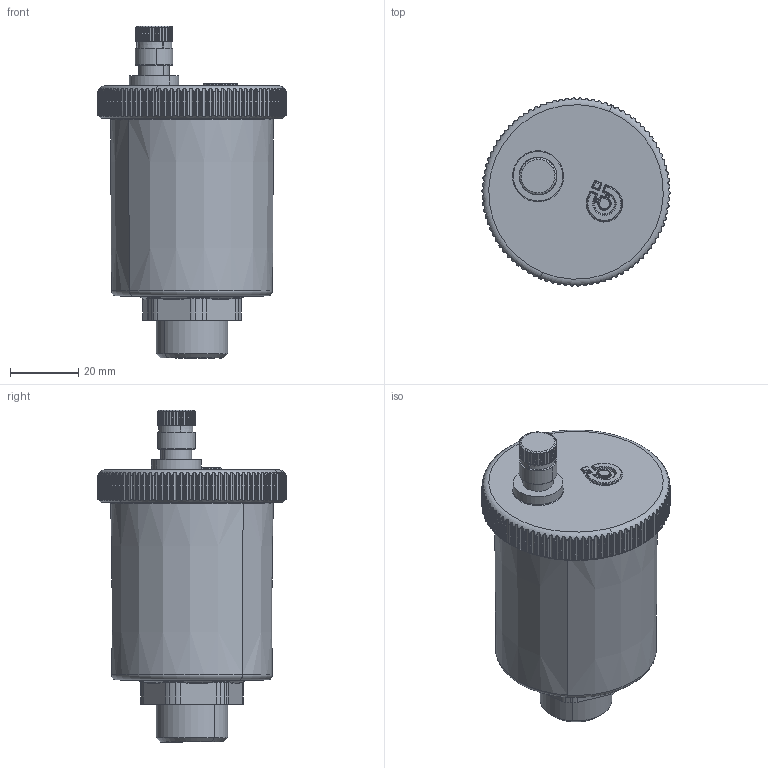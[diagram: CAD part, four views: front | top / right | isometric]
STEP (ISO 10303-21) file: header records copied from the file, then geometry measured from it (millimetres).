
FILE_DESCRIPTION(('CATIA V5 STEP Exchange'),'2;1');
FILE_NAME('STEP_502241_-_TST.stp','2018-03-02T15:37:01+00:00',('none'),('none'),'CATIA Version 5-6 Release 2016 SP4','CATIA V5 STEP AP203','none');
FILE_SCHEMA(('CONFIG_CONTROL_DESIGN'));
Length unit declared in the file: millimetre
Products named in the file (1): 502241 - TST
Bounding box: 55 x 54.98 x 97 mm (x, y, z)
Volume: 123309.2 mm3; surface area: 15968.2 mm2
Topology: 1 solids, 1 shells, 868 faces, 2439 edges, 1557 vertices
Faces by surface type: cylinder 470, plane 286, bspline 51, cone 24, torus 20, sphere 17
Entity records: 32796 total; most frequent: CARTESIAN_POINT 13659, ORIENTED_EDGE 4822, DIRECTION 2605, EDGE_CURVE 2411, VERTEX_POINT 1557, B_SPLINE_CURVE_WITH_KNOTS 1148, AXIS2_PLACEMENT_3D 1081, EDGE_LOOP 880
